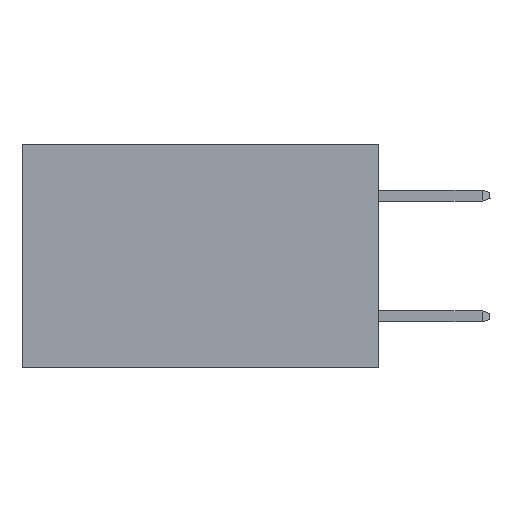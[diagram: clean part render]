
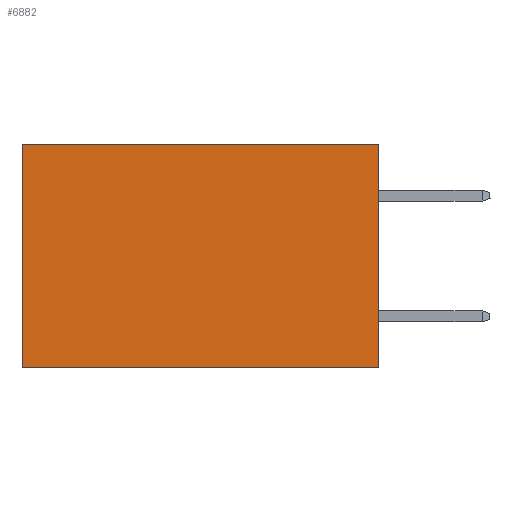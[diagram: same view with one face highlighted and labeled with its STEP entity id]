
A CAD part, left-side view. The second image highlights one B-rep face of the part: STEP entity #6882.
In plain terms, the highlighted planar face has unit normal (-1, 0, 0).
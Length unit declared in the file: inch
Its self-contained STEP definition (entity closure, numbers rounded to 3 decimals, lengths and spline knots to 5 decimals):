
#519 = DIRECTION ( 'NONE',  ( 0., 0., -1. ) ) ;
#554 = AXIS2_PLACEMENT_3D ( 'NONE', #30244, #29960, #29759 ) ;
#845 = CARTESIAN_POINT ( 'NONE',  ( 0.277, 0., -0.37 ) ) ;
#2873 = LINE ( 'NONE', #3179, #8645 ) ;
#3179 = CARTESIAN_POINT ( 'NONE',  ( 0.277, 0., -0.37 ) ) ;
#3740 = VERTEX_POINT ( 'NONE', #25863 ) ;
#3809 = LINE ( 'NONE', #5982, #15977 ) ;
#5982 = CARTESIAN_POINT ( 'NONE',  ( 0.277, 0., 0. ) ) ;
#6775 = EDGE_CURVE ( 'NONE', #25242, #21747, #10943, .T. ) ;
#6882 = ADVANCED_FACE ( 'NONE', ( #7932 ), #30139, .F. ) ;
#7865 = CARTESIAN_POINT ( 'NONE',  ( 0.277, 0., -0.37 ) ) ;
#7932 = FACE_OUTER_BOUND ( 'NONE', #26744, .T. ) ;
#8645 = VECTOR ( 'NONE', #25035, 39.37008 ) ;
#10051 = ORIENTED_EDGE ( 'NONE', *, *, #21098, .F. ) ;
#10943 = LINE ( 'NONE', #845, #16666 ) ;
#13848 = VERTEX_POINT ( 'NONE', #20453 ) ;
#13952 = ORIENTED_EDGE ( 'NONE', *, *, #18161, .T. ) ;
#15023 = CARTESIAN_POINT ( 'NONE',  ( 0.277, 0., 0. ) ) ;
#15977 = VECTOR ( 'NONE', #17960, 39.37008 ) ;
#16666 = VECTOR ( 'NONE', #519, 39.37008 ) ;
#17960 = DIRECTION ( 'NONE',  ( 0., 1., 0. ) ) ;
#18161 = EDGE_CURVE ( 'NONE', #25242, #3740, #3809, .T. ) ;
#19387 = CARTESIAN_POINT ( 'NONE',  ( 0.277, 0.59, -0.37 ) ) ;
#20453 = CARTESIAN_POINT ( 'NONE',  ( 0.277, 0.59, -0.37 ) ) ;
#21098 = EDGE_CURVE ( 'NONE', #21747, #13848, #2873, .T. ) ;
#21747 = VERTEX_POINT ( 'NONE', #7865 ) ;
#22813 = VECTOR ( 'NONE', #24204, 39.37008 ) ;
#22861 = ORIENTED_EDGE ( 'NONE', *, *, #27587, .T. ) ;
#24204 = DIRECTION ( 'NONE',  ( 0., 0., -1. ) ) ;
#25035 = DIRECTION ( 'NONE',  ( 0., 1., 0. ) ) ;
#25242 = VERTEX_POINT ( 'NONE', #15023 ) ;
#25863 = CARTESIAN_POINT ( 'NONE',  ( 0.277, 0.59, 0. ) ) ;
#26744 = EDGE_LOOP ( 'NONE', ( #22861, #10051, #30203, #13952 ) ) ;
#27587 = EDGE_CURVE ( 'NONE', #3740, #13848, #29153, .T. ) ;
#29153 = LINE ( 'NONE', #19387, #22813 ) ;
#29759 = DIRECTION ( 'NONE',  ( 0., 0., -1. ) ) ;
#29960 = DIRECTION ( 'NONE',  ( 1., 0., 0. ) ) ;
#30139 = PLANE ( 'NONE',  #554 ) ;
#30203 = ORIENTED_EDGE ( 'NONE', *, *, #6775, .F. ) ;
#30244 = CARTESIAN_POINT ( 'NONE',  ( 0.277, 0., -0.37 ) ) ;
